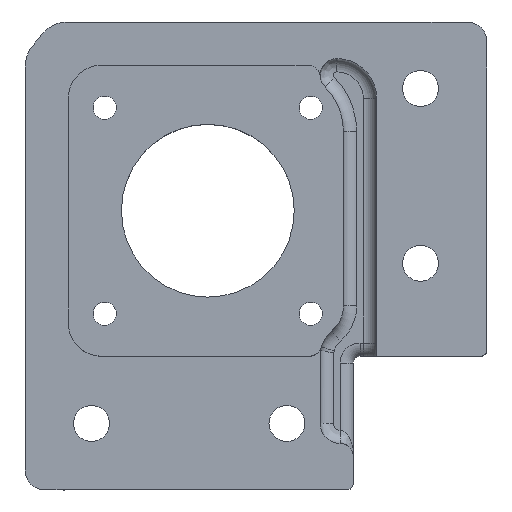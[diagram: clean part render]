
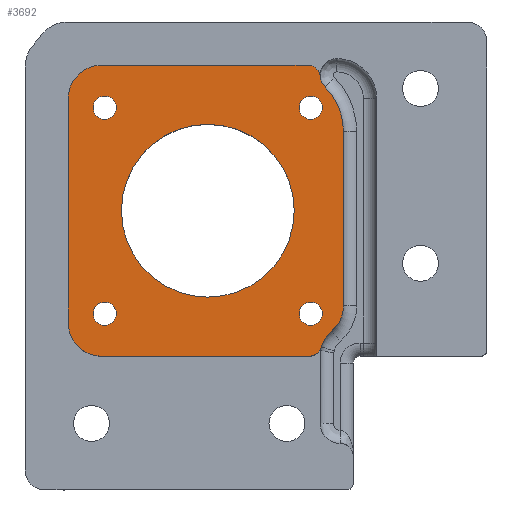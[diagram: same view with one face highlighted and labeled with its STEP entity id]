
A CAD part, top view. The second image highlights one B-rep face of the part: STEP entity #3692.
In plain terms, the highlighted face is planar.
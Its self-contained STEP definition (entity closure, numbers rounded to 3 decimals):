
#33=FACE_BOUND('',#1256,.T.);
#34=FACE_BOUND('',#1257,.T.);
#35=FACE_BOUND('',#1258,.T.);
#36=FACE_BOUND('',#1259,.T.);
#37=FACE_BOUND('',#1260,.T.);
#57=PLANE('',#3954);
#227=LINE('',#5649,#600);
#235=LINE('',#5678,#608);
#236=LINE('',#5682,#609);
#237=LINE('',#5685,#610);
#600=VECTOR('',#4412,10.);
#608=VECTOR('',#4444,10.);
#609=VECTOR('',#4447,10.);
#610=VECTOR('',#4450,10.);
#1033=FACE_OUTER_BOUND('',#1255,.T.);
#1255=EDGE_LOOP('',(#2654,#2655,#2656,#2657,#2658,#2659,#2660,#2661,#2662,
#2663,#2664,#2665));
#1256=EDGE_LOOP('',(#2666));
#1257=EDGE_LOOP('',(#2667));
#1258=EDGE_LOOP('',(#2668));
#1259=EDGE_LOOP('',(#2669));
#1260=EDGE_LOOP('',(#2670));
#1510=CIRCLE('',#3936,2.);
#1512=CIRCLE('',#3939,5.);
#1513=CIRCLE('',#3941,5.);
#1514=CIRCLE('',#3944,9.45);
#1516=CIRCLE('',#3947,2.5);
#1518=CIRCLE('',#3952,2.);
#1520=CIRCLE('',#3955,5.);
#1521=CIRCLE('',#3956,5.);
#1522=CIRCLE('',#3957,1.75);
#1523=CIRCLE('',#3958,1.75);
#1524=CIRCLE('',#3959,1.75);
#1525=CIRCLE('',#3960,1.75);
#1526=CIRCLE('',#3961,13.);
#1686=VERTEX_POINT('',#5631);
#1687=VERTEX_POINT('',#5633);
#1689=VERTEX_POINT('',#5639);
#1690=VERTEX_POINT('',#5643);
#1691=VERTEX_POINT('',#5647);
#1692=VERTEX_POINT('',#5651);
#1695=VERTEX_POINT('',#5659);
#1698=VERTEX_POINT('',#5671);
#1700=VERTEX_POINT('',#5677);
#1701=VERTEX_POINT('',#5679);
#1702=VERTEX_POINT('',#5681);
#1703=VERTEX_POINT('',#5683);
#1704=VERTEX_POINT('',#5686);
#1705=VERTEX_POINT('',#5688);
#1706=VERTEX_POINT('',#5690);
#1707=VERTEX_POINT('',#5692);
#1708=VERTEX_POINT('',#5694);
#2041=EDGE_CURVE('',#1686,#1687,#1510,.T.);
#2045=EDGE_CURVE('',#1686,#1689,#1512,.T.);
#2047=EDGE_CURVE('',#1690,#1689,#1513,.T.);
#2049=EDGE_CURVE('',#1690,#1691,#227,.T.);
#2051=EDGE_CURVE('',#1691,#1692,#1514,.T.);
#2055=EDGE_CURVE('',#1692,#1695,#1516,.T.);
#2060=EDGE_CURVE('',#1698,#1695,#1518,.T.);
#2063=EDGE_CURVE('',#1698,#1700,#235,.T.);
#2064=EDGE_CURVE('',#1700,#1701,#1520,.T.);
#2065=EDGE_CURVE('',#1701,#1702,#236,.T.);
#2066=EDGE_CURVE('',#1702,#1703,#1521,.T.);
#2067=EDGE_CURVE('',#1703,#1687,#237,.T.);
#2068=EDGE_CURVE('',#1704,#1704,#1522,.T.);
#2069=EDGE_CURVE('',#1705,#1705,#1523,.T.);
#2070=EDGE_CURVE('',#1706,#1706,#1524,.T.);
#2071=EDGE_CURVE('',#1707,#1707,#1525,.T.);
#2072=EDGE_CURVE('',#1708,#1708,#1526,.T.);
#2654=ORIENTED_EDGE('',*,*,#2060,.F.);
#2655=ORIENTED_EDGE('',*,*,#2063,.T.);
#2656=ORIENTED_EDGE('',*,*,#2064,.T.);
#2657=ORIENTED_EDGE('',*,*,#2065,.T.);
#2658=ORIENTED_EDGE('',*,*,#2066,.T.);
#2659=ORIENTED_EDGE('',*,*,#2067,.T.);
#2660=ORIENTED_EDGE('',*,*,#2041,.F.);
#2661=ORIENTED_EDGE('',*,*,#2045,.T.);
#2662=ORIENTED_EDGE('',*,*,#2047,.F.);
#2663=ORIENTED_EDGE('',*,*,#2049,.T.);
#2664=ORIENTED_EDGE('',*,*,#2051,.T.);
#2665=ORIENTED_EDGE('',*,*,#2055,.T.);
#2666=ORIENTED_EDGE('',*,*,#2068,.T.);
#2667=ORIENTED_EDGE('',*,*,#2069,.T.);
#2668=ORIENTED_EDGE('',*,*,#2070,.T.);
#2669=ORIENTED_EDGE('',*,*,#2071,.T.);
#2670=ORIENTED_EDGE('',*,*,#2072,.T.);
#3692=ADVANCED_FACE('',(#1033,#33,#34,#35,#36,#37),#57,.F.);
#3936=AXIS2_PLACEMENT_3D('',#5634,#4394,#4395);
#3939=AXIS2_PLACEMENT_3D('',#5641,#4402,#4403);
#3941=AXIS2_PLACEMENT_3D('',#5645,#4407,#4408);
#3944=AXIS2_PLACEMENT_3D('',#5653,#4416,#4417);
#3947=AXIS2_PLACEMENT_3D('',#5661,#4424,#4425);
#3952=AXIS2_PLACEMENT_3D('',#5672,#4437,#4438);
#3954=AXIS2_PLACEMENT_3D('',#5676,#4442,#4443);
#3955=AXIS2_PLACEMENT_3D('',#5680,#4445,#4446);
#3956=AXIS2_PLACEMENT_3D('',#5684,#4448,#4449);
#3957=AXIS2_PLACEMENT_3D('',#5687,#4451,#4452);
#3958=AXIS2_PLACEMENT_3D('',#5689,#4453,#4454);
#3959=AXIS2_PLACEMENT_3D('',#5691,#4455,#4456);
#3960=AXIS2_PLACEMENT_3D('',#5693,#4457,#4458);
#3961=AXIS2_PLACEMENT_3D('',#5695,#4459,#4460);
#4394=DIRECTION('center_axis',(0.,0.,
1.));
#4395=DIRECTION('ref_axis',(-0.598,-0.802,0.));
#4402=DIRECTION('center_axis',(0.,0.,
1.));
#4403=DIRECTION('ref_axis',(0.,1.,0.));
#4407=DIRECTION('center_axis',(0.,0.,
1.));
#4408=DIRECTION('ref_axis',(-0.908,-0.418,0.));
#4412=DIRECTION('',(0.,1.,0.));
#4416=DIRECTION('center_axis',(0.,0.,
-1.));
#4417=DIRECTION('ref_axis',(-1.,0.,0.));
#4424=DIRECTION('center_axis',(0.,0.,
1.));
#4425=DIRECTION('ref_axis',(-1.,0.,0.));
#4437=DIRECTION('center_axis',(0.,0.,
1.));
#4438=DIRECTION('ref_axis',(0.,-1.,0.));
#4442=DIRECTION('center_axis',(0.,0.,
1.));
#4443=DIRECTION('ref_axis',(0.,-1.,0.));
#4444=DIRECTION('',(1.,0.,0.));
#4445=DIRECTION('center_axis',(0.,0.,
-1.));
#4446=DIRECTION('ref_axis',(0.707,0.707,0.));
#4447=DIRECTION('',(0.,-1.,0.));
#4448=DIRECTION('center_axis',(0.,0.,
-1.));
#4449=DIRECTION('ref_axis',(0.707,-0.707,0.));
#4450=DIRECTION('',(-1.,0.,0.));
#4451=DIRECTION('center_axis',(0.,0.,
1.));
#4452=DIRECTION('ref_axis',(0.,1.,0.));
#4453=DIRECTION('center_axis',(0.,0.,
1.));
#4454=DIRECTION('ref_axis',(0.,1.,0.));
#4455=DIRECTION('center_axis',(0.,0.,
1.));
#4456=DIRECTION('ref_axis',(0.,1.,0.));
#4457=DIRECTION('center_axis',(0.,0.,
1.));
#4458=DIRECTION('ref_axis',(0.,1.,0.));
#4459=DIRECTION('center_axis',(0.,0.,
1.));
#4460=DIRECTION('ref_axis',(0.,1.,0.));
#5631=CARTESIAN_POINT('',(-114.009,11.429,-504.));
#5633=CARTESIAN_POINT('',(-112.092,10.,-504.));
#5634=CARTESIAN_POINT('Origin',(-112.092,12.,-504.));
#5639=CARTESIAN_POINT('',(-115.55,13.8,-504.));
#5641=CARTESIAN_POINT('Origin',(-118.8,10.,-504.));
#5643=CARTESIAN_POINT('',(-117.3,17.599,-504.));
#5645=CARTESIAN_POINT('Origin',(-112.3,17.599,-504.));
#5647=CARTESIAN_POINT('',(-117.3,43.85,-504.));
#5649=CARTESIAN_POINT('',(-117.3,23.335,-504.));
#5651=CARTESIAN_POINT('',(-114.533,50.532,-504.));
#5653=CARTESIAN_POINT('Origin',(-107.851,43.85,-504.));
#5659=CARTESIAN_POINT('',(-113.816,52.022,-504.));
#5661=CARTESIAN_POINT('Origin',(-116.3,52.3,-504.));
#5671=CARTESIAN_POINT('',(-111.828,53.8,-504.));
#5672=CARTESIAN_POINT('Origin',(-111.828,51.8,-504.));
#5676=CARTESIAN_POINT('Origin',(-107.4,31.9,-504.));
#5677=CARTESIAN_POINT('',(-80.9,53.8,-504.));
#5678=CARTESIAN_POINT('',(-91.65,53.8,-504.));
#5679=CARTESIAN_POINT('',(-75.9,48.8,-504.));
#5680=CARTESIAN_POINT('Origin',(-80.9,48.8,-504.));
#5681=CARTESIAN_POINT('',(-75.9,15.,-504.));
#5682=CARTESIAN_POINT('',(-75.9,43.973,-504.));
#5683=CARTESIAN_POINT('',(-80.9,10.,-504.));
#5684=CARTESIAN_POINT('Origin',(-80.9,15.,-504.));
#5685=CARTESIAN_POINT('',(-113.1,10.,-504.));
#5686=CARTESIAN_POINT('',(-112.4,14.65,-504.));
#5687=CARTESIAN_POINT('Origin',(-112.4,16.4,-504.));
#5688=CARTESIAN_POINT('',(-81.4,14.65,-504.));
#5689=CARTESIAN_POINT('Origin',(-81.4,16.4,-504.));
#5690=CARTESIAN_POINT('',(-81.4,45.65,-504.));
#5691=CARTESIAN_POINT('Origin',(-81.4,47.4,-504.));
#5692=CARTESIAN_POINT('',(-112.4,45.65,-504.));
#5693=CARTESIAN_POINT('Origin',(-112.4,47.4,-504.));
#5694=CARTESIAN_POINT('',(-96.9,18.9,-504.));
#5695=CARTESIAN_POINT('Origin',(-96.9,31.9,-504.));
